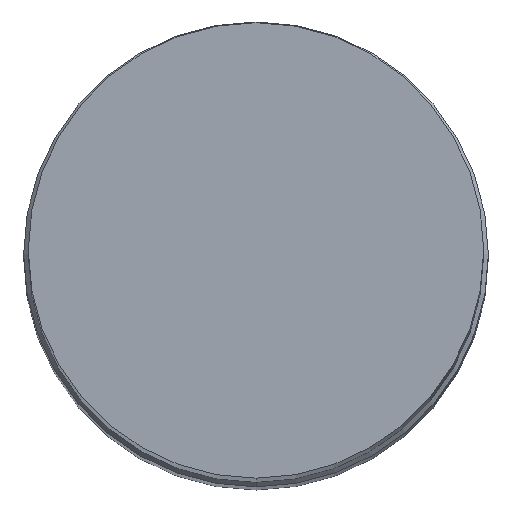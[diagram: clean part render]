
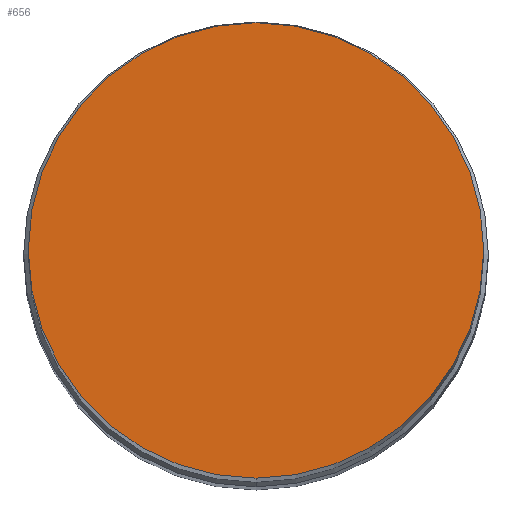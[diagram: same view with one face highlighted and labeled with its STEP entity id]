
A CAD part, top view. The second image highlights one B-rep face of the part: STEP entity #656.
In plain terms, the highlighted planar face has unit normal (0, 0, 1).
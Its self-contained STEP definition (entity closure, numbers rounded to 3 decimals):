
#239=CARTESIAN_POINT('',(0.,0.,49.));
#240=DIRECTION('',(0.,0.,1.));
#241=DIRECTION('',(0.,1.,0.));
#242=AXIS2_PLACEMENT_3D('',#239,#240,#241);
#261=CARTESIAN_POINT('',(0.,0.,49.));
#262=DIRECTION('',(0.,0.,-1.));
#263=DIRECTION('',(0.,1.,0.));
#264=AXIS2_PLACEMENT_3D('',#261,#262,#263);
#289=CARTESIAN_POINT('',(0.,4.9,49.));
#291=VERTEX_POINT('',#289);
#293=CARTESIAN_POINT('',(0.,-4.9,49.));
#295=VERTEX_POINT('',#293);
#647=CARTESIAN_POINT('',(0.,0.,49.));
#648=DIRECTION('',(0.,0.,1.));
#649=DIRECTION('',(0.,-1.,0.));
#650=AXIS2_PLACEMENT_3D('',#647,#648,#649);
#651=PLANE('',#650);
#652=ORIENTED_EDGE('',*,*,#630,.T.);
#653=ORIENTED_EDGE('',*,*,#602,.F.);
#654=EDGE_LOOP('',(#652,#653));
#655=FACE_OUTER_BOUND('',#654,.F.);
#656=ADVANCED_FACE('',(#655),#651,.T.);
#243=CIRCLE('',#242,4.9);
#265=CIRCLE('',#264,4.9);
#602=EDGE_CURVE('',#291,#295,#243,.T.);
#630=EDGE_CURVE('',#291,#295,#265,.T.);
